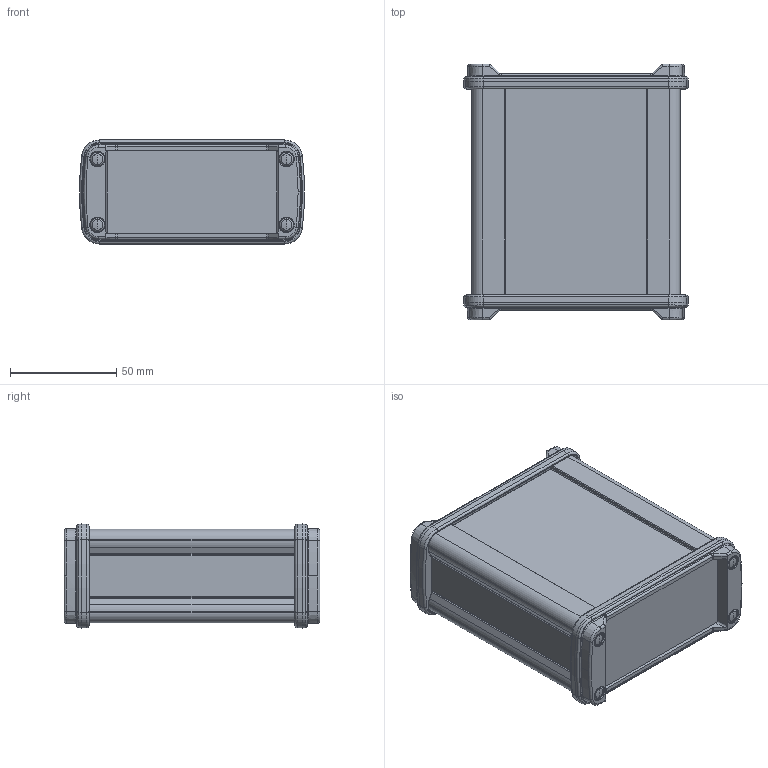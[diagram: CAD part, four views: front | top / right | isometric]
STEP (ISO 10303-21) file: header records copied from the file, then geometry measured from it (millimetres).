
FILE_DESCRIPTION (( 'STEP AP214' ), '1' );
FILE_NAME ('07501010.STEP', '2014-03-27T07:41:52', ( '' ), ( '' ), 'SwSTEP 2.0', 'SolidWorks 2013', '' );
FILE_SCHEMA (( 'AUTOMOTIVE_DESIGN' ));
Length unit declared in the file: millimetre
Products named in the file (8): 12886; 11570_100mm; 11567_100; 07501010; 95984; 93686; 93372; 88682
Assembly tree (25 placements, depth 2):
  07501010
    11567_100
    11570_100mm  x2
    12886  x2
    88682  x2
    93372  x2
    93686  x8
    95984  x8
Bounding box: 105.78 x 120.4 x 49 mm (x, y, z)
Volume: 165990.1 mm3; surface area: 114499.3 mm2
Topology: 25 solids, 25 shells, 1746 faces, 4312 edges, 2656 vertices
Faces by surface type: cylinder 580, plane 514, torus 274, cone 192, bspline 162, sphere 24
Entity records: 29577 total; most frequent: CARTESIAN_POINT 8293, DIRECTION 4541, ORIENTED_EDGE 4320, EDGE_CURVE 2160, AXIS2_PLACEMENT_3D 1713, VERTEX_POINT 1350, LINE 1115, VECTOR 1115
